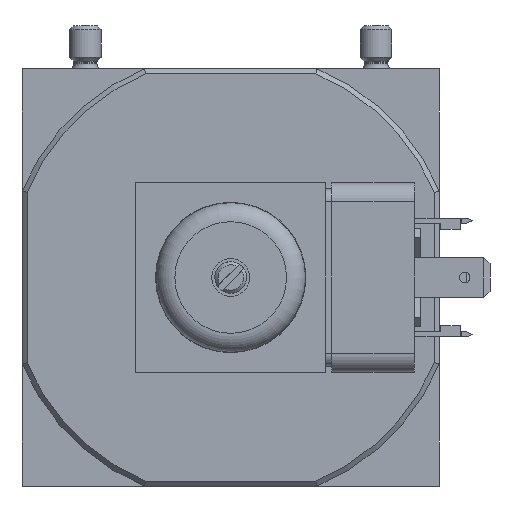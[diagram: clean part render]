
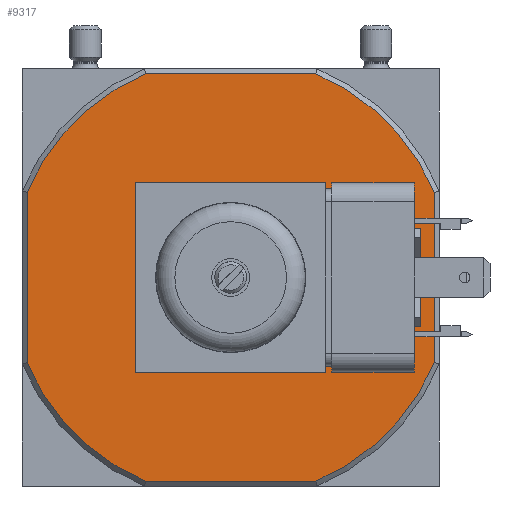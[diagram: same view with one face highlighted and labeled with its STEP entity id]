
A CAD part, front view. The second image highlights one B-rep face of the part: STEP entity #9317.
In plain terms, the highlighted planar face has unit normal (0, -1, 0).
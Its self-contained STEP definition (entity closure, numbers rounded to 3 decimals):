
#329=LINE('',#12855,#952);
#331=LINE('',#12872,#954);
#332=LINE('',#12878,#955);
#333=LINE('',#12882,#956);
#952=VECTOR('',#10646,1000.);
#954=VECTOR('',#10652,1000.);
#955=VECTOR('',#10657,1000.);
#956=VECTOR('',#10660,1000.);
#1643=ORIENTED_EDGE('',*,*,#3600,.F.);
#1644=ORIENTED_EDGE('',*,*,#3601,.T.);
#1645=ORIENTED_EDGE('',*,*,#3602,.F.);
#1646=ORIENTED_EDGE('',*,*,#3596,.T.);
#1647=ORIENTED_EDGE('',*,*,#3603,.F.);
#1648=ORIENTED_EDGE('',*,*,#3604,.F.);
#1649=ORIENTED_EDGE('',*,*,#3605,.F.);
#1650=ORIENTED_EDGE('',*,*,#3606,.F.);
#1651=ORIENTED_EDGE('',*,*,#3607,.F.);
#3596=EDGE_CURVE('',#4569,#4570,#329,.T.);
#3600=EDGE_CURVE('',#4573,#4573,#5217,.T.);
#3601=EDGE_CURVE('',#4574,#4575,#331,.T.);
#3602=EDGE_CURVE('',#4569,#4575,#5218,.T.);
#3603=EDGE_CURVE('',#4576,#4570,#5219,.T.);
#3604=EDGE_CURVE('',#4577,#4576,#332,.T.);
#3605=EDGE_CURVE('',#4578,#4577,#5220,.T.);
#3606=EDGE_CURVE('',#4579,#4578,#333,.T.);
#3607=EDGE_CURVE('',#4574,#4579,#5221,.T.);
#4569=VERTEX_POINT('',#12856);
#4570=VERTEX_POINT('',#12857);
#4573=VERTEX_POINT('',#12871);
#4574=VERTEX_POINT('',#12873);
#4575=VERTEX_POINT('',#12874);
#4576=VERTEX_POINT('',#12877);
#4577=VERTEX_POINT('',#12879);
#4578=VERTEX_POINT('',#12881);
#4579=VERTEX_POINT('',#12883);
#5217=CIRCLE('',#9819,6.579);
#5218=CIRCLE('',#9820,34.9);
#5219=CIRCLE('',#9821,34.9);
#5220=CIRCLE('',#9822,34.9);
#5221=CIRCLE('',#9823,34.9);
#5495=EDGE_LOOP('',(#1643));
#5496=EDGE_LOOP('',(#1644,#1645,#1646,#1647,#1648,#1649,#1650,#1651));
#6075=FACE_BOUND('',#5495,.T.);
#6076=FACE_BOUND('',#5496,.T.);
#6646=PLANE('',#9818);
#9317=ADVANCED_FACE('',(#6075,#6076),#6646,.F.);
#9818=AXIS2_PLACEMENT_3D('',#12869,#10648,#10649);
#9819=AXIS2_PLACEMENT_3D('',#12870,#10650,#10651);
#9820=AXIS2_PLACEMENT_3D('',#12875,#10653,#10654);
#9821=AXIS2_PLACEMENT_3D('',#12876,#10655,#10656);
#9822=AXIS2_PLACEMENT_3D('',#12880,#10658,#10659);
#9823=AXIS2_PLACEMENT_3D('',#12884,#10661,#10662);
#10646=DIRECTION('',(0.,0.,-1.));
#10648=DIRECTION('',(0.,1.,0.));
#10649=DIRECTION('',(0.,0.,1.));
#10650=DIRECTION('',(0.,-1.,0.));
#10651=DIRECTION('',(0.,0.,-1.));
#10652=DIRECTION('',(-1.,0.,0.));
#10653=DIRECTION('',(0.,1.,0.));
#10654=DIRECTION('',(-1.,0.,0.));
#10655=DIRECTION('',(0.,1.,0.));
#10656=DIRECTION('',(-1.,0.,0.));
#10657=DIRECTION('',(-1.,0.,0.));
#10658=DIRECTION('',(0.,1.,0.));
#10659=DIRECTION('',(-1.,0.,0.));
#10660=DIRECTION('',(0.,0.,-1.));
#10661=DIRECTION('',(0.,1.,0.));
#10662=DIRECTION('',(-1.,0.,0.));
#12855=CARTESIAN_POINT('',(-32.2,-33.,33.));
#12856=CARTESIAN_POINT('',(-32.2,-33.,13.46));
#12857=CARTESIAN_POINT('',(-32.2,-33.,-13.46));
#12869=CARTESIAN_POINT('',(-32.2,-33.,33.));
#12870=CARTESIAN_POINT('',(0.,-33.,0.));
#12871=CARTESIAN_POINT('',(0.,-33.,-6.579));
#12872=CARTESIAN_POINT('',(33.,-33.,32.2));
#12873=CARTESIAN_POINT('',(13.46,-33.,32.2));
#12874=CARTESIAN_POINT('',(-13.46,-33.,32.2));
#12875=CARTESIAN_POINT('',(0.,-33.,0.));
#12876=CARTESIAN_POINT('',(0.,-33.,0.));
#12877=CARTESIAN_POINT('',(-13.46,-33.,-32.2));
#12878=CARTESIAN_POINT('',(33.,-33.,-32.2));
#12879=CARTESIAN_POINT('',(13.46,-33.,-32.2));
#12880=CARTESIAN_POINT('',(0.,-33.,0.));
#12881=CARTESIAN_POINT('',(32.2,-33.,-13.46));
#12882=CARTESIAN_POINT('',(32.2,-33.,33.));
#12883=CARTESIAN_POINT('',(32.2,-33.,13.46));
#12884=CARTESIAN_POINT('',(0.,-33.,0.));
